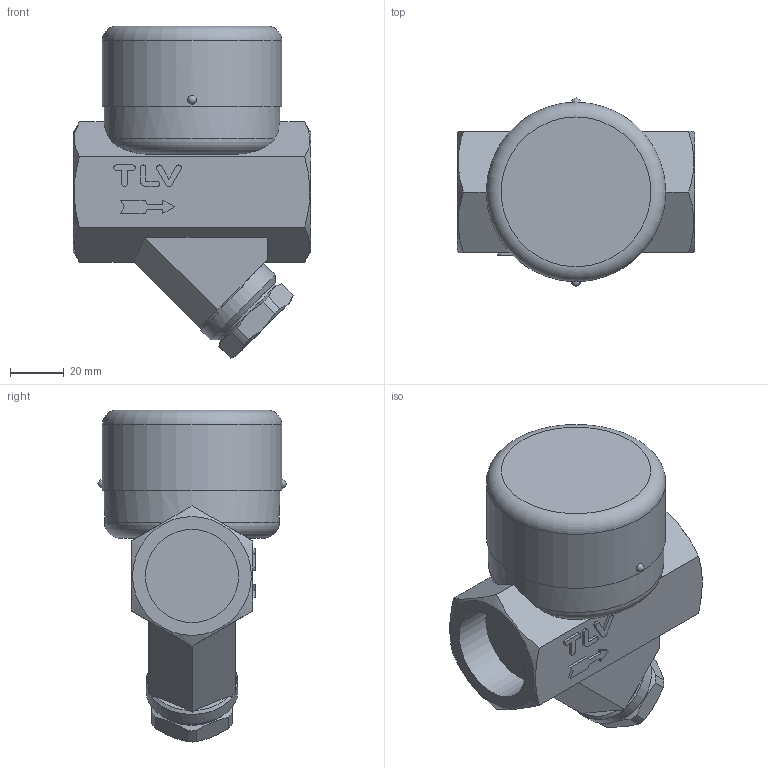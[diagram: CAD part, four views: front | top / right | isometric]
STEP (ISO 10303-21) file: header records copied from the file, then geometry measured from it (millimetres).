
FILE_DESCRIPTION((''),'2;1');
FILE_NAME('a46sw-025-sw000-00.stp','2010-06-10T16:40:26',('nakaot'),(''),'Autodesk Inventor 2008','Autodesk Inventor 2008','');
FILE_SCHEMA(('AUTOMOTIVE_DESIGN { 1 0 10303 214 1 1 1 1 }'));
Length unit declared in the file: millimetre
Products named in the file (1): a46sw-025-sw000-00
Bounding box: 88 x 69.69 x 123.01 mm (x, y, z)
Volume: 306913.2 mm3; surface area: 34328.7 mm2
Topology: 1 solids, 1 shells, 99 faces, 260 edges, 170 vertices
Faces by surface type: plane 63, cylinder 20, cone 7, bspline 5, torus 3, sphere 1
Full cylindrical faces by diameter (mm): 29 x1, 34 x1, 34.5 x1, 65 x1, 66.5 x1
Entity records: 3266 total; most frequent: CARTESIAN_POINT 947, ORIENTED_EDGE 482, DIRECTION 455, EDGE_CURVE 241, VERTEX_POINT 167, AXIS2_PLACEMENT_3D 159, VECTOR 137, LINE 137
